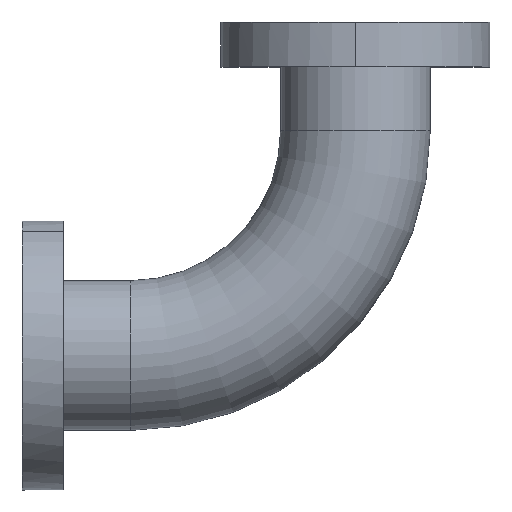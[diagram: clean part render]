
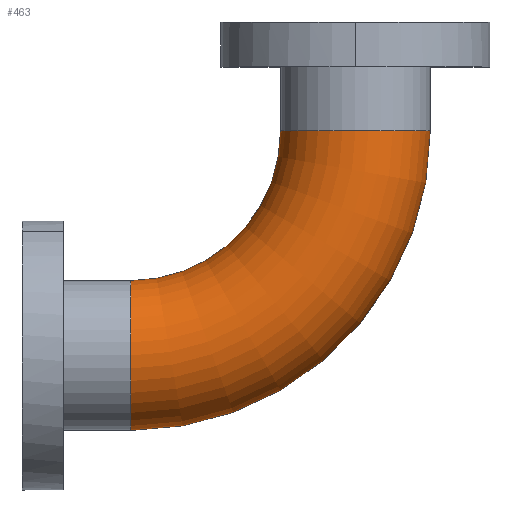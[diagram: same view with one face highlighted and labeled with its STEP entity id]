
A CAD part, top view. The second image highlights one B-rep face of the part: STEP entity #463.
In plain terms, the highlighted toroidal (fillet/blend) face has major radius 95.25 mm and minor radius 31.75 mm.
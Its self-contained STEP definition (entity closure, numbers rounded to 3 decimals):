
#78 = CARTESIAN_POINT ( 'NONE',  ( 31.75, -36.55, 0. ) ) ;
#86 = CARTESIAN_POINT ( 'NONE',  ( -95.25, -100.05, 0. ) ) ;
#90 = EDGE_CURVE ( 'NONE', #1628, #1493, #1056, .T. ) ;
#219 = CARTESIAN_POINT ( 'NONE',  ( -31.75, -36.55, 0. ) ) ;
#279 = TOROIDAL_SURFACE ( 'NONE', #933, 95.25, 31.75 ) ;
#289 = FACE_OUTER_BOUND ( 'NONE', #1665, .T. ) ;
#463 = ADVANCED_FACE ( 'NONE', ( #289 ), #279, .T. ) ;
#736 = VERTEX_POINT ( 'NONE', #86 ) ;
#933 = AXIS2_PLACEMENT_3D ( 'NONE', #1347, #2470, #3332 ) ;
#982 = DIRECTION ( 'NONE',  ( 0., 0., -1. ) ) ;
#1019 = DIRECTION ( 'NONE',  ( 1., 0., 0. ) ) ;
#1056 = CIRCLE ( 'NONE', #2915, 31.75 ) ;
#1106 = DIRECTION ( 'NONE',  ( 0., 0., 1. ) ) ;
#1147 = DIRECTION ( 'NONE',  ( -1., 0., 0. ) ) ;
#1164 = DIRECTION ( 'NONE',  ( 0., 1., 0. ) ) ;
#1173 = ORIENTED_EDGE ( 'NONE', *, *, #90, .F. ) ;
#1305 = CARTESIAN_POINT ( 'NONE',  ( -95.25, -131.8, 0. ) ) ;
#1347 = CARTESIAN_POINT ( 'NONE',  ( -95.25, -36.55, 0. ) ) ;
#1493 = VERTEX_POINT ( 'NONE', #78 ) ;
#1502 = VERTEX_POINT ( 'NONE', #3497 ) ;
#1515 = ORIENTED_EDGE ( 'NONE', *, *, #3374, .T. ) ;
#1587 = CARTESIAN_POINT ( 'NONE',  ( -95.25, -36.55, 0. ) ) ;
#1628 = VERTEX_POINT ( 'NONE', #219 ) ;
#1665 = EDGE_LOOP ( 'NONE', ( #2026, #1173, #1515, #2325 ) ) ;
#1757 = CIRCLE ( 'NONE', #2942, 63.5 ) ;
#1816 = AXIS2_PLACEMENT_3D ( 'NONE', #2559, #1933, #1147 ) ;
#1920 = CIRCLE ( 'NONE', #3589, 31.75 ) ;
#1933 = DIRECTION ( 'NONE',  ( 0., 0., -1. ) ) ;
#2026 = ORIENTED_EDGE ( 'NONE', *, *, #3403, .F. ) ;
#2040 = EDGE_CURVE ( 'NONE', #736, #1502, #1920, .T. ) ;
#2114 = DIRECTION ( 'NONE',  ( -1., 0., 0. ) ) ;
#2325 = ORIENTED_EDGE ( 'NONE', *, *, #2040, .T. ) ;
#2430 = DIRECTION ( 'NONE',  ( 0., 0., 1. ) ) ;
#2470 = DIRECTION ( 'NONE',  ( 0., 0., -1. ) ) ;
#2535 = CARTESIAN_POINT ( 'NONE',  ( 0., -36.55, 0. ) ) ;
#2559 = CARTESIAN_POINT ( 'NONE',  ( -95.25, -36.55, 0. ) ) ;
#2915 = AXIS2_PLACEMENT_3D ( 'NONE', #2535, #1164, #1106 ) ;
#2942 = AXIS2_PLACEMENT_3D ( 'NONE', #1587, #982, #2114 ) ;
#3332 = DIRECTION ( 'NONE',  ( -1., 0., 0. ) ) ;
#3374 = EDGE_CURVE ( 'NONE', #1628, #736, #1757, .T. ) ;
#3403 = EDGE_CURVE ( 'NONE', #1493, #1502, #3415, .T. ) ;
#3415 = CIRCLE ( 'NONE', #1816, 127. ) ;
#3497 = CARTESIAN_POINT ( 'NONE',  ( -95.25, -163.55, 0. ) ) ;
#3589 = AXIS2_PLACEMENT_3D ( 'NONE', #1305, #1019, #2430 ) ;
